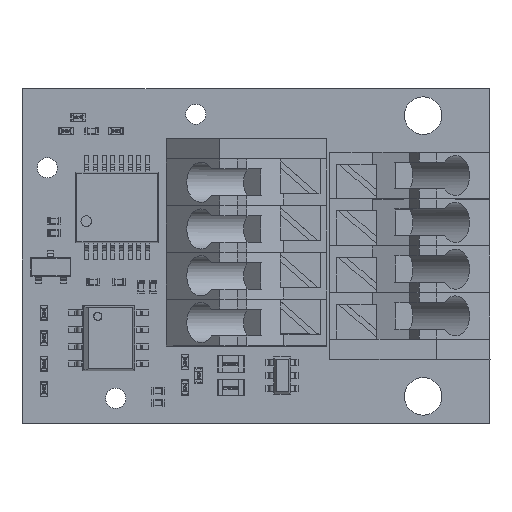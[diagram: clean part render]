
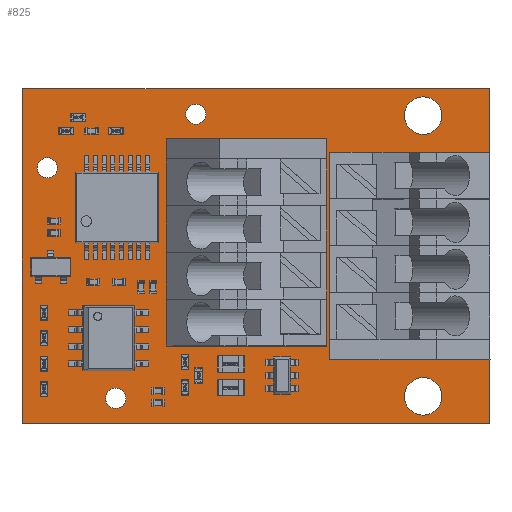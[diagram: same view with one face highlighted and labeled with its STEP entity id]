
A CAD part, top view. The second image highlights one B-rep face of the part: STEP entity #825.
In plain terms, the highlighted planar face has unit normal (0, 0, 1).
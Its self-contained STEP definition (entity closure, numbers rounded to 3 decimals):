
#164 = VERTEX_POINT('',#165);
#165 = CARTESIAN_POINT('',(1.5,25.,0.284));
#171 = EDGE_CURVE('',#164,#172,#174,.T.);
#172 = VERTEX_POINT('',#173);
#173 = CARTESIAN_POINT('',(9.5,25.,0.284));
#174 = LINE('',#175,#176);
#175 = CARTESIAN_POINT('',(1.5,25.,0.284));
#176 = VECTOR('',#177,1.);
#177 = DIRECTION('',(1.,0.,0.));
#202 = EDGE_CURVE('',#172,#203,#205,.T.);
#203 = VERTEX_POINT('',#204);
#204 = CARTESIAN_POINT('',(35.,25.,0.284));
#205 = LINE('',#206,#207);
#206 = CARTESIAN_POINT('',(9.5,25.,0.284));
#207 = VECTOR('',#208,1.);
#208 = DIRECTION('',(1.,0.,0.));
#233 = EDGE_CURVE('',#203,#234,#236,.T.);
#234 = VERTEX_POINT('',#235);
#235 = CARTESIAN_POINT('',(35.,0.,0.284));
#236 = LINE('',#237,#238);
#237 = CARTESIAN_POINT('',(35.,25.,0.284));
#238 = VECTOR('',#239,1.);
#239 = DIRECTION('',(0.,-1.,0.));
#264 = EDGE_CURVE('',#234,#265,#267,.T.);
#265 = VERTEX_POINT('',#266);
#266 = CARTESIAN_POINT('',(0.,0.,0.284));
#267 = LINE('',#268,#269);
#268 = CARTESIAN_POINT('',(35.,0.,0.284));
#269 = VECTOR('',#270,1.);
#270 = DIRECTION('',(-1.,0.,0.));
#295 = EDGE_CURVE('',#265,#296,#298,.T.);
#296 = VERTEX_POINT('',#297);
#297 = CARTESIAN_POINT('',(0.,25.,0.284));
#298 = LINE('',#299,#300);
#299 = CARTESIAN_POINT('',(0.,0.,0.284));
#300 = VECTOR('',#301,1.);
#301 = DIRECTION('',(0.,1.,0.));
#326 = EDGE_CURVE('',#296,#164,#327,.T.);
#327 = LINE('',#328,#329);
#328 = CARTESIAN_POINT('',(0.,25.,0.284));
#329 = VECTOR('',#330,1.);
#330 = DIRECTION('',(1.,0.,0.));
#350 = VERTEX_POINT('',#351);
#351 = CARTESIAN_POINT('',(7.75,1.85,0.284));
#357 = EDGE_CURVE('',#350,#350,#358,.T.);
#358 = CIRCLE('',#359,0.75);
#359 = AXIS2_PLACEMENT_3D('',#360,#361,#362);
#360 = CARTESIAN_POINT('',(7.,1.85,0.284));
#361 = DIRECTION('',(0.,0.,1.));
#362 = DIRECTION('',(1.,0.,0.));
#383 = VERTEX_POINT('',#384);
#384 = CARTESIAN_POINT('',(21.1,7.5,0.284));
#390 = EDGE_CURVE('',#383,#383,#391,.T.);
#391 = CIRCLE('',#392,0.6);
#392 = AXIS2_PLACEMENT_3D('',#393,#394,#395);
#393 = CARTESIAN_POINT('',(20.5,7.5,0.284));
#394 = DIRECTION('',(0.,0.,1.));
#395 = DIRECTION('',(1.,0.,0.));
#416 = VERTEX_POINT('',#417);
#417 = CARTESIAN_POINT('',(16.1,11.,0.284));
#423 = EDGE_CURVE('',#416,#416,#424,.T.);
#424 = CIRCLE('',#425,0.6);
#425 = AXIS2_PLACEMENT_3D('',#426,#427,#428);
#426 = CARTESIAN_POINT('',(15.5,11.,0.284));
#427 = DIRECTION('',(0.,0.,1.));
#428 = DIRECTION('',(1.,0.,0.));
#449 = VERTEX_POINT('',#450);
#450 = CARTESIAN_POINT('',(2.65,19.1,0.284));
#456 = EDGE_CURVE('',#449,#449,#457,.T.);
#457 = CIRCLE('',#458,0.75);
#458 = AXIS2_PLACEMENT_3D('',#459,#460,#461);
#459 = CARTESIAN_POINT('',(1.9,19.1,0.284));
#460 = DIRECTION('',(0.,0.,1.));
#461 = DIRECTION('',(1.,0.,0.));
#482 = VERTEX_POINT('',#483);
#483 = CARTESIAN_POINT('',(16.1,18.,0.284));
#489 = EDGE_CURVE('',#482,#482,#490,.T.);
#490 = CIRCLE('',#491,0.6);
#491 = AXIS2_PLACEMENT_3D('',#492,#493,#494);
#492 = CARTESIAN_POINT('',(15.5,18.,0.284));
#493 = DIRECTION('',(0.,0.,1.));
#494 = DIRECTION('',(1.,0.,0.));
#515 = VERTEX_POINT('',#516);
#516 = CARTESIAN_POINT('',(13.75,23.1,0.284));
#522 = EDGE_CURVE('',#515,#515,#523,.T.);
#523 = CIRCLE('',#524,0.75);
#524 = AXIS2_PLACEMENT_3D('',#525,#526,#527);
#525 = CARTESIAN_POINT('',(13.,23.1,0.284));
#526 = DIRECTION('',(0.,0.,1.));
#527 = DIRECTION('',(1.,0.,0.));
#548 = VERTEX_POINT('',#549);
#549 = CARTESIAN_POINT('',(25.9,11.5,0.284));
#555 = EDGE_CURVE('',#548,#548,#556,.T.);
#556 = CIRCLE('',#557,0.6);
#557 = AXIS2_PLACEMENT_3D('',#558,#559,#560);
#558 = CARTESIAN_POINT('',(25.3,11.5,0.284));
#559 = DIRECTION('',(0.,0.,1.));
#560 = DIRECTION('',(1.,0.,0.));
#581 = VERTEX_POINT('',#582);
#582 = CARTESIAN_POINT('',(31.4,2.,0.284));
#588 = EDGE_CURVE('',#581,#581,#589,.T.);
#589 = CIRCLE('',#590,1.4);
#590 = AXIS2_PLACEMENT_3D('',#591,#592,#593);
#591 = CARTESIAN_POINT('',(30.,2.,0.284));
#592 = DIRECTION('',(0.,0.,1.));
#593 = DIRECTION('',(1.,0.,0.));
#614 = VERTEX_POINT('',#615);
#615 = CARTESIAN_POINT('',(30.9,8.,0.284));
#621 = EDGE_CURVE('',#614,#614,#622,.T.);
#622 = CIRCLE('',#623,0.6);
#623 = AXIS2_PLACEMENT_3D('',#624,#625,#626);
#624 = CARTESIAN_POINT('',(30.3,8.,0.284));
#625 = DIRECTION('',(0.,0.,1.));
#626 = DIRECTION('',(1.,0.,0.));
#647 = VERTEX_POINT('',#648);
#648 = CARTESIAN_POINT('',(21.1,14.5,0.284));
#654 = EDGE_CURVE('',#647,#647,#655,.T.);
#655 = CIRCLE('',#656,0.6);
#656 = AXIS2_PLACEMENT_3D('',#657,#658,#659);
#657 = CARTESIAN_POINT('',(20.5,14.5,0.284));
#658 = DIRECTION('',(0.,0.,1.));
#659 = DIRECTION('',(1.,0.,0.));
#680 = VERTEX_POINT('',#681);
#681 = CARTESIAN_POINT('',(25.9,18.5,0.284));
#687 = EDGE_CURVE('',#680,#680,#688,.T.);
#688 = CIRCLE('',#689,0.6);
#689 = AXIS2_PLACEMENT_3D('',#690,#691,#692);
#690 = CARTESIAN_POINT('',(25.3,18.5,0.284));
#691 = DIRECTION('',(0.,0.,1.));
#692 = DIRECTION('',(1.,0.,0.));
#713 = VERTEX_POINT('',#714);
#714 = CARTESIAN_POINT('',(30.9,15.,0.284));
#720 = EDGE_CURVE('',#713,#713,#721,.T.);
#721 = CIRCLE('',#722,0.6);
#722 = AXIS2_PLACEMENT_3D('',#723,#724,#725);
#723 = CARTESIAN_POINT('',(30.3,15.,0.284));
#724 = DIRECTION('',(0.,0.,1.));
#725 = DIRECTION('',(1.,0.,0.));
#746 = VERTEX_POINT('',#747);
#747 = CARTESIAN_POINT('',(31.4,23.,0.284));
#753 = EDGE_CURVE('',#746,#746,#754,.T.);
#754 = CIRCLE('',#755,1.4);
#755 = AXIS2_PLACEMENT_3D('',#756,#757,#758);
#756 = CARTESIAN_POINT('',(30.,23.,0.284));
#757 = DIRECTION('',(0.,0.,1.));
#758 = DIRECTION('',(1.,0.,0.));
#825 = ADVANCED_FACE('',(#826,#834,#837,#840,#843,#846,#849,#852,#855,
    #858,#861,#864,#867,#870),#873,.T.);
#826 = FACE_BOUND('',#827,.F.);
#827 = EDGE_LOOP('',(#828,#829,#830,#831,#832,#833));
#828 = ORIENTED_EDGE('',*,*,#171,.T.);
#829 = ORIENTED_EDGE('',*,*,#202,.T.);
#830 = ORIENTED_EDGE('',*,*,#233,.T.);
#831 = ORIENTED_EDGE('',*,*,#264,.T.);
#832 = ORIENTED_EDGE('',*,*,#295,.T.);
#833 = ORIENTED_EDGE('',*,*,#326,.T.);
#834 = FACE_BOUND('',#835,.T.);
#835 = EDGE_LOOP('',(#836));
#836 = ORIENTED_EDGE('',*,*,#357,.F.);
#837 = FACE_BOUND('',#838,.T.);
#838 = EDGE_LOOP('',(#839));
#839 = ORIENTED_EDGE('',*,*,#390,.F.);
#840 = FACE_BOUND('',#841,.T.);
#841 = EDGE_LOOP('',(#842));
#842 = ORIENTED_EDGE('',*,*,#423,.F.);
#843 = FACE_BOUND('',#844,.T.);
#844 = EDGE_LOOP('',(#845));
#845 = ORIENTED_EDGE('',*,*,#456,.F.);
#846 = FACE_BOUND('',#847,.T.);
#847 = EDGE_LOOP('',(#848));
#848 = ORIENTED_EDGE('',*,*,#489,.F.);
#849 = FACE_BOUND('',#850,.T.);
#850 = EDGE_LOOP('',(#851));
#851 = ORIENTED_EDGE('',*,*,#522,.F.);
#852 = FACE_BOUND('',#853,.T.);
#853 = EDGE_LOOP('',(#854));
#854 = ORIENTED_EDGE('',*,*,#555,.F.);
#855 = FACE_BOUND('',#856,.T.);
#856 = EDGE_LOOP('',(#857));
#857 = ORIENTED_EDGE('',*,*,#588,.F.);
#858 = FACE_BOUND('',#859,.T.);
#859 = EDGE_LOOP('',(#860));
#860 = ORIENTED_EDGE('',*,*,#621,.F.);
#861 = FACE_BOUND('',#862,.T.);
#862 = EDGE_LOOP('',(#863));
#863 = ORIENTED_EDGE('',*,*,#654,.F.);
#864 = FACE_BOUND('',#865,.T.);
#865 = EDGE_LOOP('',(#866));
#866 = ORIENTED_EDGE('',*,*,#687,.F.);
#867 = FACE_BOUND('',#868,.T.);
#868 = EDGE_LOOP('',(#869));
#869 = ORIENTED_EDGE('',*,*,#720,.F.);
#870 = FACE_BOUND('',#871,.T.);
#871 = EDGE_LOOP('',(#872));
#872 = ORIENTED_EDGE('',*,*,#753,.F.);
#873 = PLANE('',#874);
#874 = AXIS2_PLACEMENT_3D('',#875,#876,#877);
#875 = CARTESIAN_POINT('',(1.5,25.,0.284));
#876 = DIRECTION('',(0.,0.,1.));
#877 = DIRECTION('',(1.,0.,0.));
